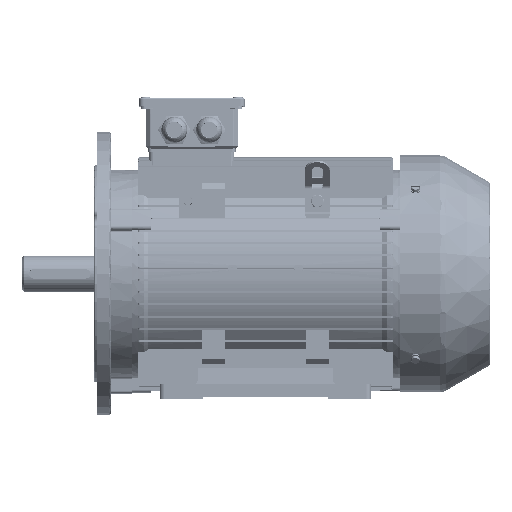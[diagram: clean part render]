
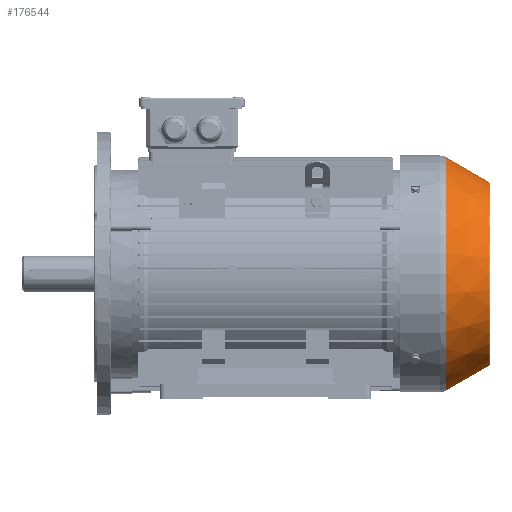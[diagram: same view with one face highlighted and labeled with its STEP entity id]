
A CAD part, top view. The second image highlights one B-rep face of the part: STEP entity #176544.
In plain terms, the highlighted conical face has half-angle 30 degrees and reference radius 123.758 mm.
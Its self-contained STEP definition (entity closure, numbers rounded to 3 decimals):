
#11993 = EDGE_CURVE ( 'NONE', #193860, #169344, #24879, .T. ) ;
#11999 = ORIENTED_EDGE ( 'NONE', *, *, #11993, .T. ) ;
#12776 = EDGE_CURVE ( 'NONE', #169344, #22512, #54675, .T. ) ;
#19370 = ORIENTED_EDGE ( 'NONE', *, *, #179684, .F. ) ;
#19414 = VECTOR ( 'NONE', #123530, 1000. ) ;
#19514 = EDGE_CURVE ( 'NONE', #72902, #193860, #173815, .T. ) ;
#21050 = DIRECTION ( 'NONE',  ( 1., 0., 0. ) ) ;
#22512 = VERTEX_POINT ( 'NONE', #138038 ) ;
#23962 = AXIS2_PLACEMENT_3D ( 'NONE', #129448, #93090, #164197 ) ;
#24879 = LINE ( 'NONE', #40268, #19414 ) ;
#31721 = AXIS2_PLACEMENT_3D ( 'NONE', #129906, #147231, #60255 ) ;
#40268 = CARTESIAN_POINT ( 'NONE',  ( 153.05, 103.838, -32.463 ) ) ;
#54675 = CIRCLE ( 'NONE', #129520, 123.758 ) ;
#60255 = DIRECTION ( 'NONE',  ( 0., -1., 0. ) ) ;
#72902 = VERTEX_POINT ( 'NONE', #151317 ) ;
#77559 = CARTESIAN_POINT ( 'NONE',  ( 153.05, 103.838, -32.463 ) ) ;
#77906 = DIRECTION ( 'NONE',  ( -0.866, -0.5, 0. ) ) ;
#92184 = CARTESIAN_POINT ( 'NONE',  ( 153.05, -19.92, -32.463 ) ) ;
#93090 = DIRECTION ( 'NONE',  ( -1., 0., 0. ) ) ;
#108145 = DIRECTION ( 'NONE',  ( 0., -1., 0. ) ) ;
#121104 = CONICAL_SURFACE ( 'NONE', #23962, 123.758, 0.524 ) ;
#122207 = ORIENTED_EDGE ( 'NONE', *, *, #19514, .T. ) ;
#123530 = DIRECTION ( 'NONE',  ( -0.866, 0.5, 0. ) ) ;
#129448 = CARTESIAN_POINT ( 'NONE',  ( 153.05, -19.92, -32.463 ) ) ;
#129520 = AXIS2_PLACEMENT_3D ( 'NONE', #92184, #21050, #108145 ) ;
#129906 = CARTESIAN_POINT ( 'NONE',  ( 198.361, -19.92, -32.463 ) ) ;
#132023 = FACE_OUTER_BOUND ( 'NONE', #158464, .T. ) ;
#138038 = CARTESIAN_POINT ( 'NONE',  ( 153.05, -143.678, -32.463 ) ) ;
#138508 = VECTOR ( 'NONE', #77906, 1000. ) ;
#147231 = DIRECTION ( 'NONE',  ( -1., 0., 0. ) ) ;
#151317 = CARTESIAN_POINT ( 'NONE',  ( 198.361, -117.518, -32.463 ) ) ;
#158464 = EDGE_LOOP ( 'NONE', ( #19370, #122207, #11999, #205610 ) ) ;
#164197 = DIRECTION ( 'NONE',  ( 0., 1., 0. ) ) ;
#169344 = VERTEX_POINT ( 'NONE', #77559 ) ;
#173815 = CIRCLE ( 'NONE', #31721, 97.598 ) ;
#176544 = ADVANCED_FACE ( 'NONE', ( #132023 ), #121104, .T. ) ;
#177490 = CARTESIAN_POINT ( 'NONE',  ( 198.361, 77.678, -32.463 ) ) ;
#179684 = EDGE_CURVE ( 'NONE', #72902, #22512, #184447, .T. ) ;
#181472 = CARTESIAN_POINT ( 'NONE',  ( 153.05, -143.678, -32.463 ) ) ;
#184447 = LINE ( 'NONE', #181472, #138508 ) ;
#193860 = VERTEX_POINT ( 'NONE', #177490 ) ;
#205610 = ORIENTED_EDGE ( 'NONE', *, *, #12776, .T. ) ;
